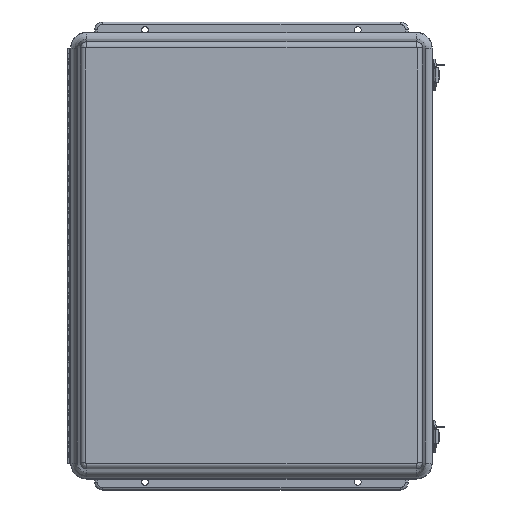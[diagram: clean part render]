
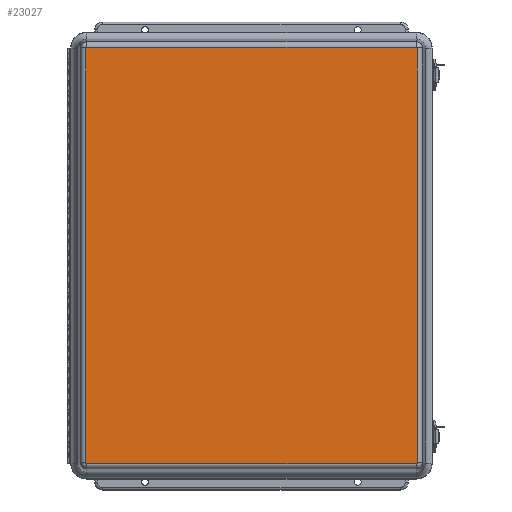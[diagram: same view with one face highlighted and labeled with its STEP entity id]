
A CAD part, top view. The second image highlights one B-rep face of the part: STEP entity #23027.
In plain terms, the highlighted planar face has unit normal (0, 0, 1).
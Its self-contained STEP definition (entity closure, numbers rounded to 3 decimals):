
#2118=LINE($,#49656,#3767);
#2120=LINE($,#49673,#3769);
#2121=LINE($,#49679,#3770);
#2126=LINE($,#49713,#3775);
#3767=VECTOR($,#32220,15.5);
#3769=VECTOR($,#32230,19.5);
#3770=VECTOR($,#32237,15.5);
#3775=VECTOR($,#32258,19.5);
#4480=PLANE($,#25607);
#6944=FACE_OUTER_BOUND($,#8742,.T.);
#8742=EDGE_LOOP($,(#21285,#21286,#21287,#21288,#21289,#21290,#21291,#21292));
#9989=CIRCLE($,#25586,0.042);
#9994=CIRCLE($,#25592,0.042);
#9998=CIRCLE($,#25599,0.042);
#10001=CIRCLE($,#25602,0.042);
#12089=VERTEX_POINT($,#49647);
#12090=VERTEX_POINT($,#49649);
#12091=VERTEX_POINT($,#49654);
#12092=VERTEX_POINT($,#49666);
#12093=VERTEX_POINT($,#49672);
#12094=VERTEX_POINT($,#49676);
#12095=VERTEX_POINT($,#49678);
#12097=VERTEX_POINT($,#49702);
#15173=EDGE_CURVE($,#12089,#12090,#9989,.T.);
#15177=EDGE_CURVE($,#12090,#12091,#2118,.T.);
#15179=EDGE_CURVE($,#12091,#12092,#9994,.T.);
#15181=EDGE_CURVE($,#12092,#12093,#2120,.T.);
#15184=EDGE_CURVE($,#12094,#12095,#2121,.T.);
#15187=EDGE_CURVE($,#12093,#12094,#9998,.T.);
#15190=EDGE_CURVE($,#12095,#12097,#10001,.T.);
#15194=EDGE_CURVE($,#12097,#12089,#2126,.T.);
#21285=ORIENTED_EDGE($,*,*,#15173,.F.);
#21286=ORIENTED_EDGE($,*,*,#15194,.F.);
#21287=ORIENTED_EDGE($,*,*,#15190,.F.);
#21288=ORIENTED_EDGE($,*,*,#15184,.F.);
#21289=ORIENTED_EDGE($,*,*,#15187,.F.);
#21290=ORIENTED_EDGE($,*,*,#15181,.F.);
#21291=ORIENTED_EDGE($,*,*,#15179,.F.);
#21292=ORIENTED_EDGE($,*,*,#15177,.F.);
#23027=ADVANCED_FACE($,(#6944),#4480,.T.);
#25586=AXIS2_PLACEMENT_3D($,#49650,#32210,#32211);
#25592=AXIS2_PLACEMENT_3D($,#49668,#32223,#32224);
#25599=AXIS2_PLACEMENT_3D($,#49692,#32241,#32242);
#25602=AXIS2_PLACEMENT_3D($,#49706,#32247,#32248);
#25607=AXIS2_PLACEMENT_3D($,#49715,#32261,#32262);
#32210=DIRECTION('center_axis',(0.,0.,-1.));
#32211=DIRECTION('ref_axis',(-0.997,-0.074,0.));
#32220=DIRECTION($,(0.,1.,0.));
#32223=DIRECTION('center_axis',(0.,0.,-1.));
#32224=DIRECTION('ref_axis',(-0.997,0.074,0.));
#32230=DIRECTION($,(1.,0.,0.));
#32237=DIRECTION($,(0.,-1.,0.));
#32241=DIRECTION('center_axis',(0.,0.,-1.));
#32242=DIRECTION('ref_axis',(0.997,0.074,0.));
#32247=DIRECTION('center_axis',(0.,0.,-1.));
#32248=DIRECTION('ref_axis',(0.997,-0.074,0.));
#32258=DIRECTION($,(-1.,0.,0.));
#32261=DIRECTION('center_axis',(0.,0.,1.));
#32262=DIRECTION('ref_axis',(1.,0.,0.));
#49647=CARTESIAN_POINT('',(-9.75,-7.792,8.563));
#49649=CARTESIAN_POINT('',(-9.792,-7.75,8.563));
#49650=CARTESIAN_POINT('Origin',(-9.75,-7.75,8.563));
#49654=CARTESIAN_POINT('',(-9.792,7.75,8.563));
#49656=CARTESIAN_POINT($,(-9.792,-7.75,8.563));
#49666=CARTESIAN_POINT('',(-9.75,7.792,8.563));
#49668=CARTESIAN_POINT('Origin',(-9.75,7.75,8.563));
#49672=CARTESIAN_POINT('',(9.75,7.792,8.563));
#49673=CARTESIAN_POINT($,(-9.75,7.792,8.563));
#49676=CARTESIAN_POINT('',(9.792,7.75,8.563));
#49678=CARTESIAN_POINT('',(9.792,-7.75,8.563));
#49679=CARTESIAN_POINT($,(9.792,7.75,8.563));
#49692=CARTESIAN_POINT('Origin',(9.75,7.75,8.563));
#49702=CARTESIAN_POINT('',(9.75,-7.792,8.563));
#49706=CARTESIAN_POINT('Origin',(9.75,-7.75,8.563));
#49713=CARTESIAN_POINT($,(9.75,-7.792,8.563));
#49715=CARTESIAN_POINT('Origin',(0.,0.,8.563));
